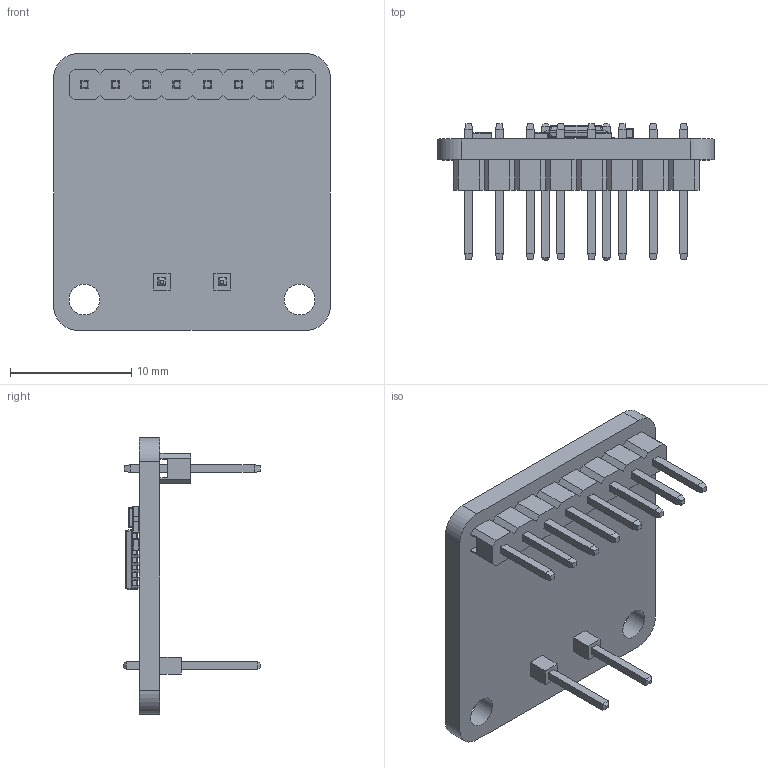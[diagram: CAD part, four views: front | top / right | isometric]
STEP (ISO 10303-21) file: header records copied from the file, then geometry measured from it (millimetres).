
FILE_DESCRIPTION(/* description */ ('STEP AP242','CAx-IF Rec.Pracs.---Representation and Presentation of Product Manufacturing Information (PMI)---4.0---2014-10-13','CAx-IF Rec.Pracs.---3D Tessellated Geometry---0.4---2014-09-14','2;1'),/* implementation_level */ '2;1');
FILE_NAME(/* name */ '6219e81f6f161462d91ed963',/* time_stamp */ '2022-02-26T08:43:12+00:00',/* author */ (''),/* organization */ (''),/* preprocessor_version */ 'ST-DEVELOPER v18.101',/* originating_system */ ' ',/* authorisation */ ' ');
FILE_SCHEMA (('AP242_MANAGED_MODEL_BASED_3D_ENGINEERING_MIM_LF { 1 0 10303 442 1 1 4 }'));
Length unit declared in the file: metre
Products named in the file (42): INA260_headers; LEAD-TSSOP_15; LEAD-TSSOP_11; LEAD-TSSOP_7; Resistor_3; 1x8 Male Headers; Capacitor; Resistor; BODY-TSSOP; Resistor_1; Resistor_2; LEAD-TSSOP_8; LEAD-TSSOP_9; LEAD-TSSOP_4; Part 1; LEAD-TSSOP; LEAD-TSSOP_5; LEAD-TSSOP_3; PCB; LEAD-TSSOP_10; LEAD-TSSOP_6; LEAD-TSSOP_1; LEAD-TSSOP_12; LEAD-TSSOP_14; LEAD-TSSOP_13; LEAD-TSSOP_2
Assembly tree (42 placements, depth 2):
  INA260_headers
    LEAD-TSSOP_15
    LEAD-TSSOP_11
    LEAD-TSSOP_7
    Resistor_3
    1x8 Male Headers
    Resistor_3
    Capacitor
    Resistor
    BODY-TSSOP
    Resistor_1
    Resistor_2
    1x8 Male Headers
    LEAD-TSSOP_8
    LEAD-TSSOP_9
    LEAD-TSSOP_4
    1x8 Male Headers
    Part 1  x2
    LEAD-TSSOP
    Resistor
    Resistor_2
    LEAD-TSSOP_5
    LEAD-TSSOP_3
    Resistor_3
    PCB
    Resistor_1
    LEAD-TSSOP_10
    LEAD-TSSOP_6
    1x8 Male Headers
    LEAD-TSSOP_1
    1x8 Male Headers
    Resistor
    1x8 Male Headers
    1x8 Male Headers
    LEAD-TSSOP_12
    Resistor_1
    LEAD-TSSOP_14
    LEAD-TSSOP_13
    1x8 Male Headers
    1x8 Male Headers
    LEAD-TSSOP_2
    Resistor_2
Bounding box: 22.86 x 11.3 x 22.86 mm (x, y, z)
Volume: 1032.8 mm3; surface area: 1939.8 mm2
Topology: 42 solids, 42 shells, 772 faces, 1913 edges, 1222 vertices
Faces by surface type: plane 595, cylinder 161, sphere 16
Full cylindrical faces by diameter (mm): 0.8 x9, 1.1 x2, 2.54 x2
Entity records: 23260 total; most frequent: CARTESIAN_POINT 3821, DIRECTION 3752, ORIENTED_EDGE 3680, EDGE_CURVE 1840, LINE 1510, VECTOR 1510, VERTEX_POINT 1190, AXIS2_PLACEMENT_3D 1121
